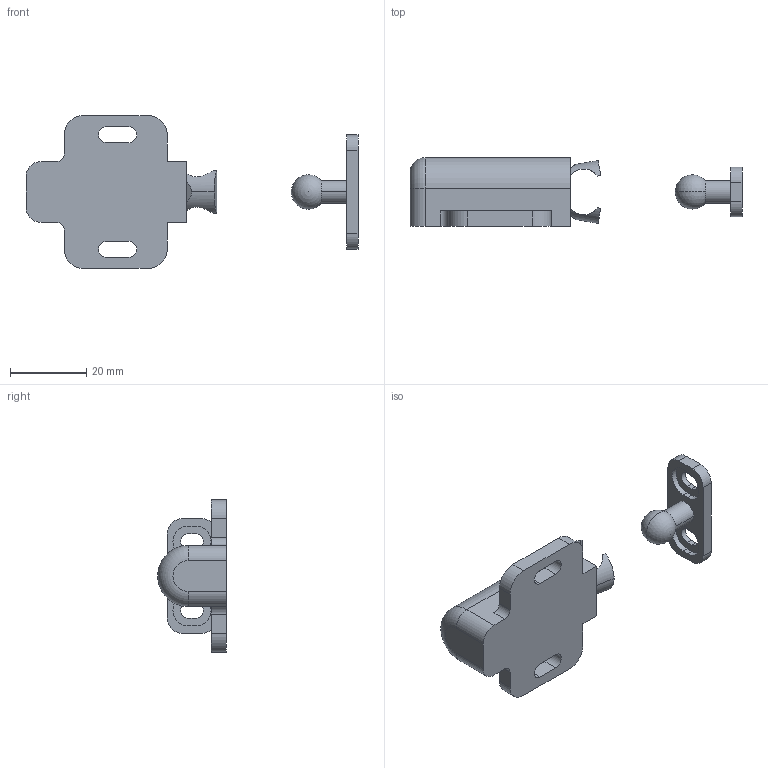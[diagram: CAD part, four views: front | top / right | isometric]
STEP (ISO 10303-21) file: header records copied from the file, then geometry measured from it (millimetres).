
FILE_DESCRIPTION (( 'STEP AP203' ), '1' );
FILE_NAME ('C-541-A.STEP', '2018-06-05T06:19:45', ( '' ), ( '' ), 'SwSTEP 2.0', 'SolidWorks 2014', '' );
FILE_SCHEMA (( 'CONFIG_CONTROL_DESIGN' ));
Length unit declared in the file: millimetre
Products named in the file (4): C-541_受け_; C-541-A_スライダー_; C-541_本体_; C-541-A
Assembly tree (3 placements, depth 2):
  C-541-A
    C-541_本体_
    C-541_受け_
    C-541-A_スライダー_
Bounding box: 87 x 18 x 40 mm (x, y, z)
Volume: 11496.3 mm3; surface area: 9568.4 mm2
Topology: 3 solids, 3 shells, 95 faces, 253 edges, 168 vertices
Faces by surface type: plane 52, cylinder 40, sphere 2, torus 1
Entity records: 3506 total; most frequent: CARTESIAN_POINT 723, DIRECTION 501, ORIENTED_EDGE 496, EDGE_CURVE 248, AXIS2_PLACEMENT_3D 175, VERTEX_POINT 165, VECTOR 151, LINE 151
